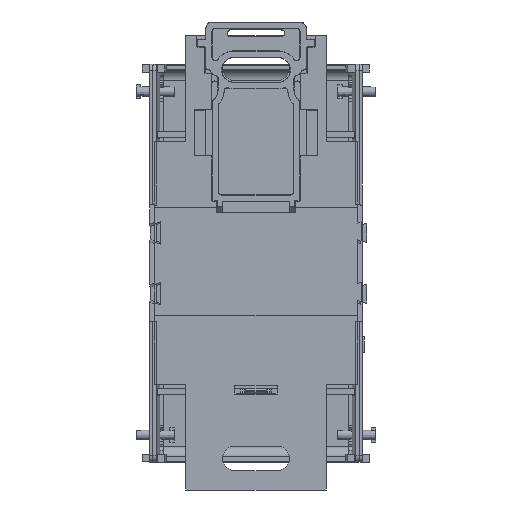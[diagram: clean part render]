
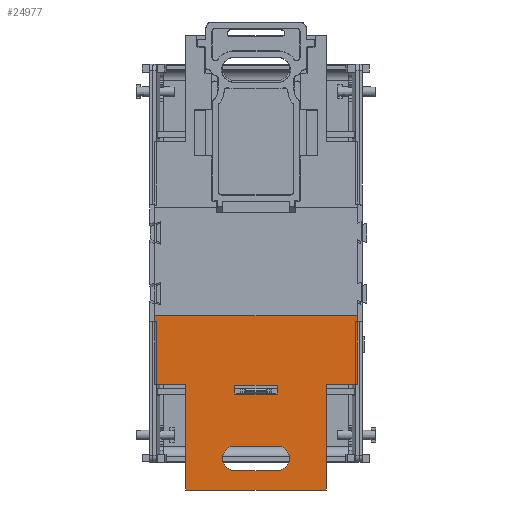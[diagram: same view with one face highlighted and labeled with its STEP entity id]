
A CAD part, front view. The second image highlights one B-rep face of the part: STEP entity #24977.
In plain terms, the highlighted planar face has unit normal (0, -1, 0).
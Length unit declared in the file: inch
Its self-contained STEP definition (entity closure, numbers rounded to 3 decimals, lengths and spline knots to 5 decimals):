
#26 = ORIENTED_EDGE ( 'NONE', *, *, #10755, .F. ) ;
#68 = AXIS2_PLACEMENT_3D ( 'NONE', #16748, #14409, #20763 ) ;
#257 = DIRECTION ( 'NONE',  ( -1., 0., 0. ) ) ;
#336 = AXIS2_PLACEMENT_3D ( 'NONE', #6414, #21364, #12798 ) ;
#433 = VECTOR ( 'NONE', #6168, 39.37008 ) ;
#488 = CARTESIAN_POINT ( 'NONE',  ( 1.25, -0.60039, -2.25984 ) ) ;
#594 = VERTEX_POINT ( 'NONE', #3917 ) ;
#666 = DIRECTION ( 'NONE',  ( 1., 0., 0. ) ) ;
#676 = LINE ( 'NONE', #9151, #24236 ) ;
#812 = CARTESIAN_POINT ( 'NONE',  ( 0.26378, -0.60039, -2.55906 ) ) ;
#872 = LINE ( 'NONE', #21929, #15520 ) ;
#1018 = ORIENTED_EDGE ( 'NONE', *, *, #18592, .F. ) ;
#1365 = LINE ( 'NONE', #12051, #23082 ) ;
#1539 = VERTEX_POINT ( 'NONE', #2718 ) ;
#2079 = VECTOR ( 'NONE', #2927, 39.37008 ) ;
#2181 = CARTESIAN_POINT ( 'NONE',  ( 1.25, -0.60039, -2.79921 ) ) ;
#2718 = CARTESIAN_POINT ( 'NONE',  ( -0.26378, -0.60039, -1.50649 ) ) ;
#2927 = DIRECTION ( 'NONE',  ( 0., 0., -1. ) ) ;
#3044 = VERTEX_POINT ( 'NONE', #10215 ) ;
#3109 = LINE ( 'NONE', #488, #9466 ) ;
#3270 = EDGE_CURVE ( 'NONE', #13725, #24091, #22339, .T. ) ;
#3359 = CARTESIAN_POINT ( 'NONE',  ( -1.25, -0.60039, -0.64961 ) ) ;
#3809 = VECTOR ( 'NONE', #27264, 39.37008 ) ;
#3917 = CARTESIAN_POINT ( 'NONE',  ( -0.86614, -0.60039, -2.79921 ) ) ;
#4253 = DIRECTION ( 'NONE',  ( -1., 0., 0. ) ) ;
#4543 = CARTESIAN_POINT ( 'NONE',  ( 1.25, -0.60039, -2.55906 ) ) ;
#4546 = ORIENTED_EDGE ( 'NONE', *, *, #4722, .F. ) ;
#4722 = EDGE_CURVE ( 'NONE', #15960, #13725, #13461, .T. ) ;
#4996 = EDGE_CURVE ( 'NONE', #19155, #18535, #15083, .T. ) ;
#5165 = VECTOR ( 'NONE', #19116, 39.37008 ) ;
#5444 = DIRECTION ( 'NONE',  ( 0., 0., 1. ) ) ;
#5732 = CARTESIAN_POINT ( 'NONE',  ( 0.26378, -0.60039, -1.61673 ) ) ;
#6168 = DIRECTION ( 'NONE',  ( 0., 0., -1. ) ) ;
#6389 = EDGE_LOOP ( 'NONE', ( #9996, #26785, #25922, #13333 ) ) ;
#6414 = CARTESIAN_POINT ( 'NONE',  ( 0.26378, -0.60039, -2.40945 ) ) ;
#6477 = EDGE_CURVE ( 'NONE', #18535, #23352, #21955, .T. ) ;
#6811 = CARTESIAN_POINT ( 'NONE',  ( -1.25, -0.60039, -0.64961 ) ) ;
#6823 = EDGE_CURVE ( 'NONE', #594, #15960, #27294, .T. ) ;
#6824 = EDGE_CURVE ( 'NONE', #16814, #1539, #27439, .T. ) ;
#7348 = CARTESIAN_POINT ( 'NONE',  ( 1.25, -0.60039, -1.5 ) ) ;
#7538 = DIRECTION ( 'NONE',  ( 0., 0., -1. ) ) ;
#7664 = EDGE_CURVE ( 'NONE', #11260, #10533, #21777, .T. ) ;
#8080 = CARTESIAN_POINT ( 'NONE',  ( 1.25, -0.60039, -1.5 ) ) ;
#8253 = CARTESIAN_POINT ( 'NONE',  ( -0.26378, -0.60039, -2.40945 ) ) ;
#8315 = PLANE ( 'NONE',  #68 ) ;
#8948 = CARTESIAN_POINT ( 'NONE',  ( -0.86614, -0.60039, -1.5 ) ) ;
#9151 = CARTESIAN_POINT ( 'NONE',  ( 1.25, -0.60039, -0.64961 ) ) ;
#9168 = CARTESIAN_POINT ( 'NONE',  ( -0.26378, -0.60039, -2.25984 ) ) ;
#9351 = ORIENTED_EDGE ( 'NONE', *, *, #6477, .F. ) ;
#9466 = VECTOR ( 'NONE', #22089, 39.37008 ) ;
#9996 = ORIENTED_EDGE ( 'NONE', *, *, #12791, .F. ) ;
#10215 = CARTESIAN_POINT ( 'NONE',  ( 1.25, -0.60039, -0.64961 ) ) ;
#10455 = CARTESIAN_POINT ( 'NONE',  ( 0.86614, -0.60039, -1.5 ) ) ;
#10533 = VERTEX_POINT ( 'NONE', #19626 ) ;
#10546 = FACE_BOUND ( 'NONE', #6389, .T. ) ;
#10568 = ORIENTED_EDGE ( 'NONE', *, *, #7664, .F. ) ;
#10699 = CARTESIAN_POINT ( 'NONE',  ( 1.25, -0.60039, -1.50649 ) ) ;
#10755 = EDGE_CURVE ( 'NONE', #3044, #17118, #12272, .T. ) ;
#10858 = ORIENTED_EDGE ( 'NONE', *, *, #6823, .F. ) ;
#11260 = VERTEX_POINT ( 'NONE', #10455 ) ;
#11368 = LINE ( 'NONE', #23806, #23513 ) ;
#12051 = CARTESIAN_POINT ( 'NONE',  ( 1.25, -0.60039, -1.5 ) ) ;
#12109 = EDGE_CURVE ( 'NONE', #10533, #594, #21569, .T. ) ;
#12272 = LINE ( 'NONE', #16687, #433 ) ;
#12613 = FACE_OUTER_BOUND ( 'NONE', #13948, .T. ) ;
#12791 = EDGE_CURVE ( 'NONE', #1539, #19940, #26499, .T. ) ;
#12798 = DIRECTION ( 'NONE',  ( 0., 0., 1. ) ) ;
#13333 = ORIENTED_EDGE ( 'NONE', *, *, #25112, .F. ) ;
#13461 = LINE ( 'NONE', #7348, #17972 ) ;
#13603 = DIRECTION ( 'NONE',  ( -1., 0., 0. ) ) ;
#13725 = VERTEX_POINT ( 'NONE', #19001 ) ;
#13729 = DIRECTION ( 'NONE',  ( -1., 0., 0. ) ) ;
#13948 = EDGE_LOOP ( 'NONE', ( #10858, #19270, #10568, #14373, #26, #1018, #17953, #4546 ) ) ;
#14234 = CARTESIAN_POINT ( 'NONE',  ( 0.26378, -0.60039, -1.50649 ) ) ;
#14373 = ORIENTED_EDGE ( 'NONE', *, *, #23285, .F. ) ;
#14409 = DIRECTION ( 'NONE',  ( 0., 1., 0. ) ) ;
#14699 = CARTESIAN_POINT ( 'NONE',  ( -0.86614, -0.60039, -0.64961 ) ) ;
#14843 = EDGE_CURVE ( 'NONE', #23172, #19155, #26336, .T. ) ;
#14961 = FACE_BOUND ( 'NONE', #17417, .T. ) ;
#15083 = LINE ( 'NONE', #4543, #3809 ) ;
#15520 = VECTOR ( 'NONE', #17775, 39.37008 ) ;
#15775 = DIRECTION ( 'NONE',  ( 1., 0., 0. ) ) ;
#15960 = VERTEX_POINT ( 'NONE', #8948 ) ;
#16687 = CARTESIAN_POINT ( 'NONE',  ( 1.25, -0.60039, -0.64961 ) ) ;
#16748 = CARTESIAN_POINT ( 'NONE',  ( 1.25, -0.60039, -0.64961 ) ) ;
#16814 = VERTEX_POINT ( 'NONE', #14234 ) ;
#17118 = VERTEX_POINT ( 'NONE', #8080 ) ;
#17238 = DIRECTION ( 'NONE',  ( 0., -1., 0. ) ) ;
#17417 = EDGE_LOOP ( 'NONE', ( #23338, #17467, #9351, #26713 ) ) ;
#17467 = ORIENTED_EDGE ( 'NONE', *, *, #27316, .F. ) ;
#17775 = DIRECTION ( 'NONE',  ( 0., 0., 1. ) ) ;
#17953 = ORIENTED_EDGE ( 'NONE', *, *, #3270, .F. ) ;
#17972 = VECTOR ( 'NONE', #13729, 39.37008 ) ;
#18338 = CARTESIAN_POINT ( 'NONE',  ( -0.26378, -0.60039, -1.61673 ) ) ;
#18457 = CARTESIAN_POINT ( 'NONE',  ( -0.26378, -0.60039, -0.64961 ) ) ;
#18535 = VERTEX_POINT ( 'NONE', #812 ) ;
#18592 = EDGE_CURVE ( 'NONE', #24091, #3044, #676, .T. ) ;
#19001 = CARTESIAN_POINT ( 'NONE',  ( -1.25, -0.60039, -1.5 ) ) ;
#19038 = DIRECTION ( 'NONE',  ( 0., 0., 1. ) ) ;
#19116 = DIRECTION ( 'NONE',  ( 0., 0., 1. ) ) ;
#19155 = VERTEX_POINT ( 'NONE', #22739 ) ;
#19203 = VECTOR ( 'NONE', #7538, 39.37008 ) ;
#19270 = ORIENTED_EDGE ( 'NONE', *, *, #12109, .F. ) ;
#19626 = CARTESIAN_POINT ( 'NONE',  ( 0.86614, -0.60039, -2.79921 ) ) ;
#19940 = VERTEX_POINT ( 'NONE', #18338 ) ;
#19961 = CARTESIAN_POINT ( 'NONE',  ( 0.86614, -0.60039, -0.64961 ) ) ;
#20763 = DIRECTION ( 'NONE',  ( 0., 0., 1. ) ) ;
#20965 = VECTOR ( 'NONE', #5444, 39.37008 ) ;
#21258 = EDGE_CURVE ( 'NONE', #27442, #16814, #872, .T. ) ;
#21364 = DIRECTION ( 'NONE',  ( 0., -1., 0. ) ) ;
#21569 = LINE ( 'NONE', #2181, #25811 ) ;
#21777 = LINE ( 'NONE', #19961, #2079 ) ;
#21907 = AXIS2_PLACEMENT_3D ( 'NONE', #8253, #17238, #19038 ) ;
#21929 = CARTESIAN_POINT ( 'NONE',  ( 0.26378, -0.60039, -0.64961 ) ) ;
#21955 = CIRCLE ( 'NONE', #336, 0.14961 ) ;
#22089 = DIRECTION ( 'NONE',  ( -1., 0., 0. ) ) ;
#22339 = LINE ( 'NONE', #3359, #20965 ) ;
#22396 = VECTOR ( 'NONE', #257, 39.37008 ) ;
#22697 = CARTESIAN_POINT ( 'NONE',  ( 0.26378, -0.60039, -2.25984 ) ) ;
#22739 = CARTESIAN_POINT ( 'NONE',  ( -0.26378, -0.60039, -2.55906 ) ) ;
#23082 = VECTOR ( 'NONE', #13603, 39.37008 ) ;
#23172 = VERTEX_POINT ( 'NONE', #9168 ) ;
#23285 = EDGE_CURVE ( 'NONE', #17118, #11260, #1365, .T. ) ;
#23338 = ORIENTED_EDGE ( 'NONE', *, *, #14843, .F. ) ;
#23352 = VERTEX_POINT ( 'NONE', #22697 ) ;
#23513 = VECTOR ( 'NONE', #666, 39.37008 ) ;
#23806 = CARTESIAN_POINT ( 'NONE',  ( 1.25, -0.60039, -1.61673 ) ) ;
#24091 = VERTEX_POINT ( 'NONE', #6811 ) ;
#24236 = VECTOR ( 'NONE', #15775, 39.37008 ) ;
#24977 = ADVANCED_FACE ( 'NONE', ( #12613, #10546, #14961 ), #8315, .F. ) ;
#25112 = EDGE_CURVE ( 'NONE', #19940, #27442, #11368, .T. ) ;
#25811 = VECTOR ( 'NONE', #4253, 39.37008 ) ;
#25922 = ORIENTED_EDGE ( 'NONE', *, *, #21258, .F. ) ;
#26336 = CIRCLE ( 'NONE', #21907, 0.14961 ) ;
#26499 = LINE ( 'NONE', #18457, #19203 ) ;
#26713 = ORIENTED_EDGE ( 'NONE', *, *, #4996, .F. ) ;
#26785 = ORIENTED_EDGE ( 'NONE', *, *, #6824, .F. ) ;
#27264 = DIRECTION ( 'NONE',  ( 1., 0., 0. ) ) ;
#27294 = LINE ( 'NONE', #14699, #5165 ) ;
#27316 = EDGE_CURVE ( 'NONE', #23352, #23172, #3109, .T. ) ;
#27439 = LINE ( 'NONE', #10699, #22396 ) ;
#27442 = VERTEX_POINT ( 'NONE', #5732 ) ;
